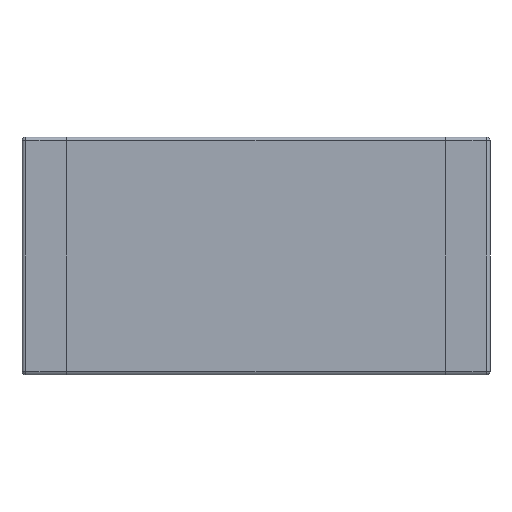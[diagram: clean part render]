
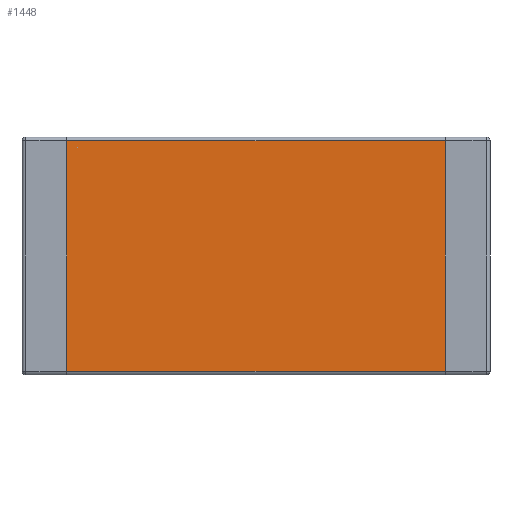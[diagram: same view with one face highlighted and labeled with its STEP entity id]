
A CAD part, front view. The second image highlights one B-rep face of the part: STEP entity #1448.
In plain terms, the highlighted planar face has unit normal (0, -1, 0).
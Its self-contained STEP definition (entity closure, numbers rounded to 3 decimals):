
#240 = CARTESIAN_POINT ( 'NONE',  ( 2.55, 0., 1.55 ) ) ;
#301 = CARTESIAN_POINT ( 'NONE',  ( -2.55, 0., -1.55 ) ) ;
#307 = DIRECTION ( 'NONE',  ( 0., 0., 1. ) ) ;
#308 = VECTOR ( 'NONE', #307, 1000. ) ;
#309 = CARTESIAN_POINT ( 'NONE',  ( -2.55, 0., -1.6 ) ) ;
#310 = LINE ( 'NONE', #309, #308 ) ;
#315 = CARTESIAN_POINT ( 'NONE',  ( 2.55, 0., -1.55 ) ) ;
#316 = DIRECTION ( 'NONE',  ( 0., 0., -1. ) ) ;
#317 = VECTOR ( 'NONE', #316, 1000. ) ;
#318 = CARTESIAN_POINT ( 'NONE',  ( 2.55, 0., -1.6 ) ) ;
#319 = LINE ( 'NONE', #318, #317 ) ;
#730 = CARTESIAN_POINT ( 'NONE',  ( -2.55, 0., 1.55 ) ) ;
#924 = DIRECTION ( 'NONE',  ( -1., 0., 0. ) ) ;
#925 = VECTOR ( 'NONE', #924, 1000. ) ;
#926 = CARTESIAN_POINT ( 'NONE',  ( -3.15, 0., 1.55 ) ) ;
#927 = LINE ( 'NONE', #926, #925 ) ;
#929 = DIRECTION ( 'NONE',  ( 1., 0., 0. ) ) ;
#930 = VECTOR ( 'NONE', #929, 1000. ) ;
#931 = CARTESIAN_POINT ( 'NONE',  ( 3.15, 0., -1.55 ) ) ;
#932 = LINE ( 'NONE', #931, #930 ) ;
#978 = FACE_OUTER_BOUND ( 'NONE', #1449, .T. ) ;
#1010 = DIRECTION ( 'NONE',  ( 0., 0., -1. ) ) ;
#1011 = DIRECTION ( 'NONE',  ( 0., -1., 0. ) ) ;
#1012 = CARTESIAN_POINT ( 'NONE',  ( 3.15, 0., -1.6 ) ) ;
#1013 = AXIS2_PLACEMENT_3D ( 'NONE', #1012, #1011, #1010 ) ;
#1014 = PLANE ( 'NONE',  #1013 ) ;
#1221 = VERTEX_POINT ( 'NONE', #240 ) ;
#1236 = EDGE_CURVE ( 'NONE', #1221, #1237, #319, .T. ) ;
#1237 = VERTEX_POINT ( 'NONE', #315 ) ;
#1240 = EDGE_CURVE ( 'NONE', #1245, #1374, #310, .T. ) ;
#1245 = VERTEX_POINT ( 'NONE', #301 ) ;
#1374 = VERTEX_POINT ( 'NONE', #730 ) ;
#1427 = ORIENTED_EDGE ( 'NONE', *, *, #1240, .F. ) ;
#1428 = ORIENTED_EDGE ( 'NONE', *, *, #1429, .T. ) ;
#1429 = EDGE_CURVE ( 'NONE', #1245, #1237, #932, .T. ) ;
#1430 = ORIENTED_EDGE ( 'NONE', *, *, #1236, .F. ) ;
#1431 = ORIENTED_EDGE ( 'NONE', *, *, #1432, .T. ) ;
#1432 = EDGE_CURVE ( 'NONE', #1221, #1374, #927, .T. ) ;
#1448 = ADVANCED_FACE ( 'NONE', ( #978 ), #1014, .T. ) ;
#1449 = EDGE_LOOP ( 'NONE', ( #1427, #1428, #1430, #1431 ) ) ;
